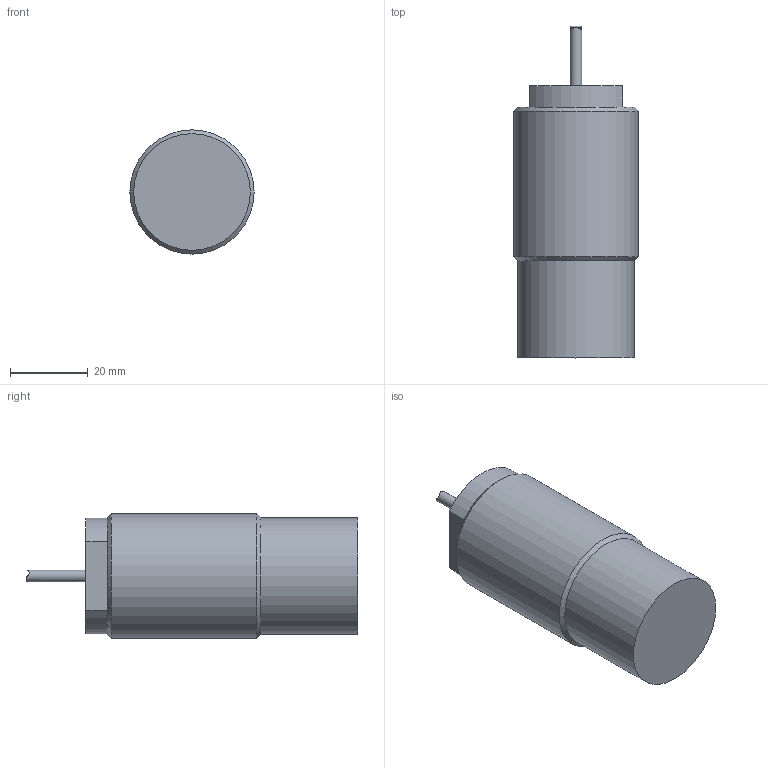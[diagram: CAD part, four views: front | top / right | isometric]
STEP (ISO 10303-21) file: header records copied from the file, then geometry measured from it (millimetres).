
FILE_DESCRIPTION(/* description */ (''),/* implementation_level */ '2;1');
FILE_NAME(/* name */ '562500_Shrinkwrap_1.stp',/* time_stamp */ '2021-12-21T11:09:59+01:00',/* author */ ('Krieger Anja'),/* organization */ (''),/* preprocessor_version */ 'ST-DEVELOPER v18.1',/* originating_system */ 'Autodesk Inventor 2021',/* authorisation */ '');
FILE_SCHEMA (('AUTOMOTIVE_DESIGN { 1 0 10303 214 3 1 1 }'));
Length unit declared in the file: millimetre
Products named in the file (1): 562500_Shrinkwrap_1
Bounding box: 32 x 85.4 x 32 mm (x, y, z)
Volume: 17370.7 mm3; surface area: 16002 mm2
Topology: 1 solids, 1 shells, 39 faces, 91 edges, 60 vertices
Faces by surface type: plane 17, cylinder 14, cone 8
Full cylindrical faces by diameter (mm): 1.5 x1, 3 x2, 5 x2, 26.2 x1, 28 x1, 29 x1, 30 x1, 32 x1
Entity records: 1286 total; most frequent: CARTESIAN_POINT 262, DIRECTION 200, ORIENTED_EDGE 180, EDGE_CURVE 90, AXIS2_PLACEMENT_3D 80, VERTEX_POINT 60, EDGE_LOOP 46, LINE 40
